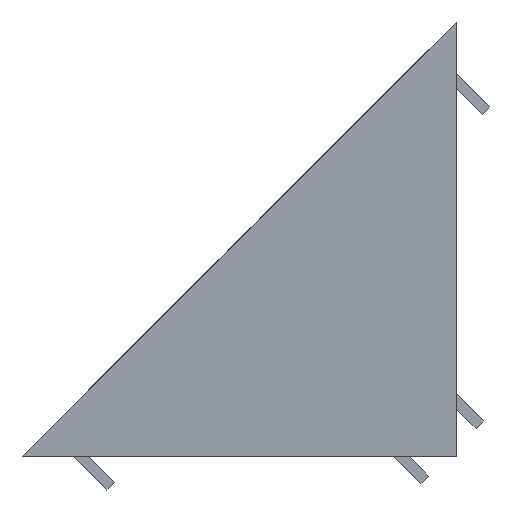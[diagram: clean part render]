
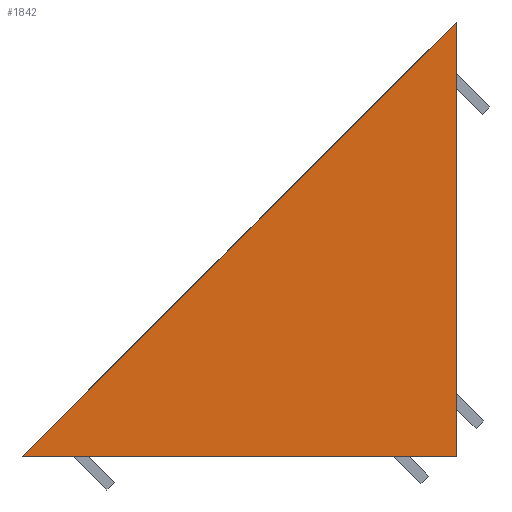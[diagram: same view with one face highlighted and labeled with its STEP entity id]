
A CAD part, left-side view. The second image highlights one B-rep face of the part: STEP entity #1842.
In plain terms, the highlighted planar face has unit normal (-1, 0, 0).
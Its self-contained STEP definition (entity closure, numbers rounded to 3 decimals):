
#81=FACE_OUTER_BOUND('',#187,.T.);
#187=EDGE_LOOP('',(#1408,#1409,#1410));
#327=LINE('',#2701,#563);
#363=LINE('',#2790,#599);
#396=LINE('',#2871,#632);
#563=VECTOR('',#2173,1000.);
#599=VECTOR('',#2237,1000.);
#632=VECTOR('',#2316,1000.);
#797=VERTEX_POINT('',#2698);
#798=VERTEX_POINT('',#2700);
#837=VERTEX_POINT('',#2789);
#981=EDGE_CURVE('',#797,#798,#327,.T.);
#1027=EDGE_CURVE('',#798,#837,#363,.T.);
#1071=EDGE_CURVE('',#837,#797,#396,.T.);
#1408=ORIENTED_EDGE('',*,*,#1071,.F.);
#1409=ORIENTED_EDGE('',*,*,#1027,.F.);
#1410=ORIENTED_EDGE('',*,*,#981,.F.);
#1747=PLANE('',#2013);
#1842=ADVANCED_FACE('',(#81),#1747,.F.);
#2013=AXIS2_PLACEMENT_3D('',#2875,#2321,#2322);
#2173=DIRECTION('',(0.,0.,-1.));
#2237=DIRECTION('',(0.,1.,0.));
#2316=DIRECTION('',(0.,-0.707,0.707));
#2321=DIRECTION('center_axis',(1.,0.,0.));
#2322=DIRECTION('ref_axis',(0.,0.,-1.));
#2698=CARTESIAN_POINT('',(-20.,0.,39.));
#2700=CARTESIAN_POINT('',(-20.,0.,0.));
#2701=CARTESIAN_POINT('',(-20.,0.,39.));
#2789=CARTESIAN_POINT('',(-20.,39.,0.));
#2790=CARTESIAN_POINT('',(-20.,0.,0.));
#2871=CARTESIAN_POINT('',(-20.,39.,0.));
#2875=CARTESIAN_POINT('Origin',(-20.,0.,0.));
